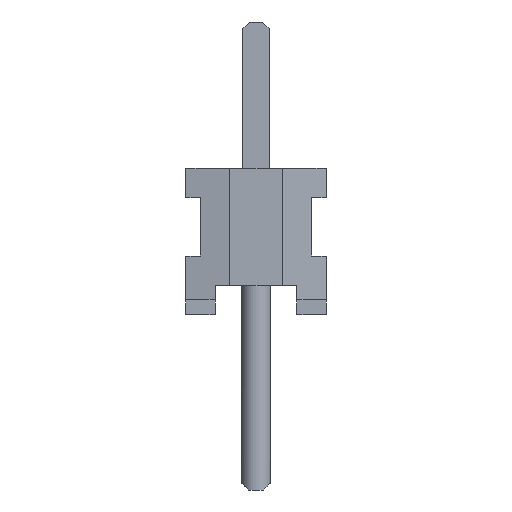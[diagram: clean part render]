
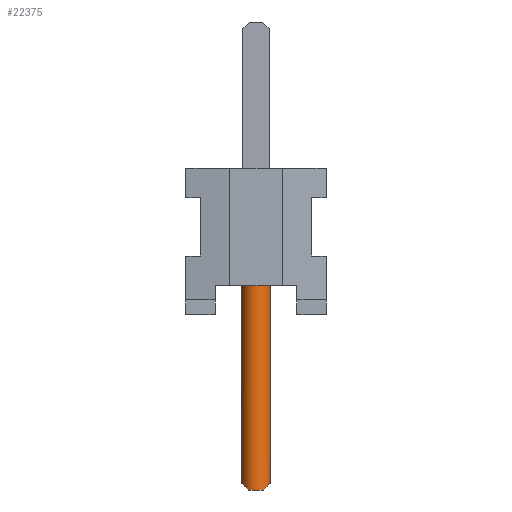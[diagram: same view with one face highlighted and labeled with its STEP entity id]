
A CAD part, left-side view. The second image highlights one B-rep face of the part: STEP entity #22375.
In plain terms, the highlighted cylindrical face has radius 0.254 mm (diameter 0.508 mm), a full revolution.
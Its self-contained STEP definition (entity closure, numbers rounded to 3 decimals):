
#21117 = EDGE_CURVE('',#21118,#21120,#21122,.T.);
#21118 = VERTEX_POINT('',#21119);
#21119 = CARTESIAN_POINT('',(-10.414,0.,1.27));
#21120 = VERTEX_POINT('',#21121);
#21121 = CARTESIAN_POINT('',(-9.94,0.127,1.27));
#21122 = CIRCLE('',#21123,0.254);
#21123 = AXIS2_PLACEMENT_3D('',#21124,#21125,#21126);
#21124 = CARTESIAN_POINT('',(-10.16,0.,1.27));
#21125 = DIRECTION('',(0.,0.,1.));
#21126 = DIRECTION('',(1.,0.,0.));
#21128 = EDGE_CURVE('',#21120,#21118,#21129,.T.);
#21129 = CIRCLE('',#21130,0.254);
#21130 = AXIS2_PLACEMENT_3D('',#21131,#21132,#21133);
#21131 = CARTESIAN_POINT('',(-10.16,0.,1.27));
#21132 = DIRECTION('',(0.,0.,1.));
#21133 = DIRECTION('',(1.,0.,0.));
#22375 = ADVANCED_FACE('',(#22376),#22422,.T.);
#22376 = FACE_BOUND('',#22377,.T.);
#22377 = EDGE_LOOP('',(#22378,#22379,#22386,#22395,#22404,#22413,#22420,
    #22421));
#22378 = ORIENTED_EDGE('',*,*,#21128,.F.);
#22379 = ORIENTED_EDGE('',*,*,#22380,.T.);
#22380 = EDGE_CURVE('',#21120,#22381,#22383,.T.);
#22381 = VERTEX_POINT('',#22382);
#22382 = CARTESIAN_POINT('',(-9.94,0.127,-3.048));
#22383 = B_SPLINE_CURVE_WITH_KNOTS('',1,(#22384,#22385),.UNSPECIFIED.,
  .F.,.F.,(2,2),(0.,4.318),.PIECEWISE_BEZIER_KNOTS.);
#22384 = CARTESIAN_POINT('',(-9.94,0.127,1.27));
#22385 = CARTESIAN_POINT('',(-9.94,0.127,-3.048));
#22386 = ORIENTED_EDGE('',*,*,#22387,.T.);
#22387 = EDGE_CURVE('',#22381,#22388,#22390,.T.);
#22388 = VERTEX_POINT('',#22389);
#22389 = CARTESIAN_POINT('',(-10.38,0.127,-3.048));
#22390 = ELLIPSE('',#22391,0.359,0.254);
#22391 = AXIS2_PLACEMENT_3D('',#22392,#22393,#22394);
#22392 = CARTESIAN_POINT('',(-10.16,0.,-3.175));
#22393 = DIRECTION('',(0.,-0.707,0.707));
#22394 = DIRECTION('',(0.,-0.707,-0.707));
#22395 = ORIENTED_EDGE('',*,*,#22396,.T.);
#22396 = EDGE_CURVE('',#22388,#22397,#22399,.T.);
#22397 = VERTEX_POINT('',#22398);
#22398 = CARTESIAN_POINT('',(-10.38,-0.127,-3.048));
#22399 = CIRCLE('',#22400,0.254);
#22400 = AXIS2_PLACEMENT_3D('',#22401,#22402,#22403);
#22401 = CARTESIAN_POINT('',(-10.16,0.,-3.048));
#22402 = DIRECTION('',(0.,0.,1.));
#22403 = DIRECTION('',(0.,-1.,0.));
#22404 = ORIENTED_EDGE('',*,*,#22405,.T.);
#22405 = EDGE_CURVE('',#22397,#22406,#22408,.T.);
#22406 = VERTEX_POINT('',#22407);
#22407 = CARTESIAN_POINT('',(-9.94,-0.127,-3.048));
#22408 = ELLIPSE('',#22409,0.359,0.254);
#22409 = AXIS2_PLACEMENT_3D('',#22410,#22411,#22412);
#22410 = CARTESIAN_POINT('',(-10.16,0.,-3.175));
#22411 = DIRECTION('',(0.,0.707,0.707));
#22412 = DIRECTION('',(0.,0.707,-0.707));
#22413 = ORIENTED_EDGE('',*,*,#22414,.T.);
#22414 = EDGE_CURVE('',#22406,#22381,#22415,.T.);
#22415 = CIRCLE('',#22416,0.254);
#22416 = AXIS2_PLACEMENT_3D('',#22417,#22418,#22419);
#22417 = CARTESIAN_POINT('',(-10.16,0.,-3.048));
#22418 = DIRECTION('',(0.,0.,1.));
#22419 = DIRECTION('',(0.,-1.,0.));
#22420 = ORIENTED_EDGE('',*,*,#22380,.F.);
#22421 = ORIENTED_EDGE('',*,*,#21117,.F.);
#22422 = CYLINDRICAL_SURFACE('',#22423,0.254);
#22423 = AXIS2_PLACEMENT_3D('',#22424,#22425,#22426);
#22424 = CARTESIAN_POINT('',(-10.16,0.,1.27));
#22425 = DIRECTION('',(0.,0.,-1.));
#22426 = DIRECTION('',(0.,1.,0.));
